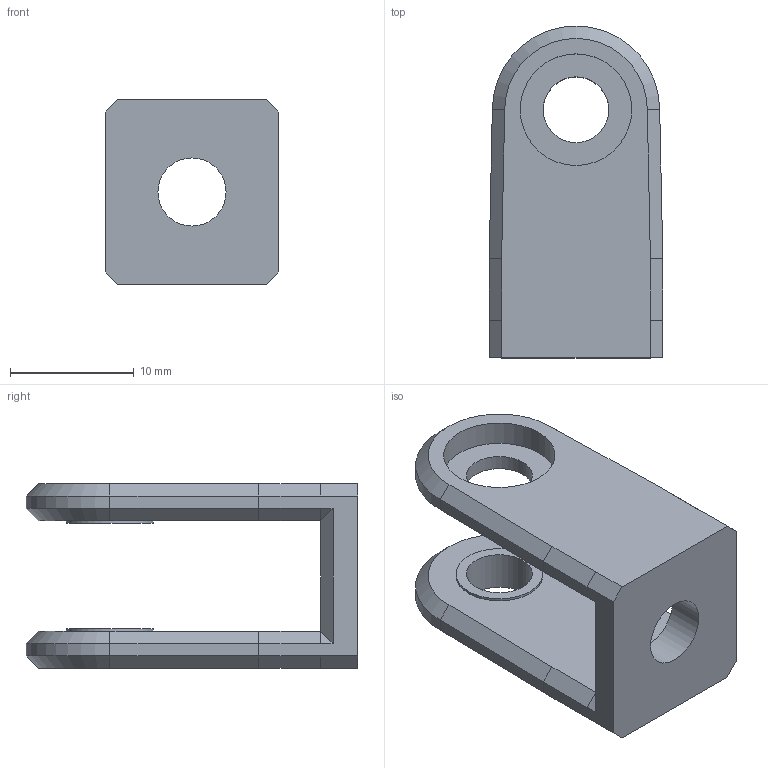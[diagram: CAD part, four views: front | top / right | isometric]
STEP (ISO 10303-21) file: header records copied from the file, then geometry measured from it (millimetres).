
FILE_DESCRIPTION(/* description */ (''),/* implementation_level */ '2;1');
FILE_NAME(/* name */ 'Hybrid idler mount.step',/* time_stamp */ '2024-10-08T19:34:52+03:00',/* author */ (''),/* organization */ (''),/* preprocessor_version */ 'ST-DEVELOPER v20',/* originating_system */ 'Autodesk Translation Framework v13.20.0.188',/* authorisation */ '');
FILE_SCHEMA (('AUTOMOTIVE_DESIGN { 1 0 10303 214 3 1 1 }'));
Length unit declared in the file: millimetre
Products named in the file (1): Hybrid idler mount left
Bounding box: 14 x 26.75 x 14.9 mm (x, y, z)
Volume: 2060.5 mm3; surface area: 1969 mm2
Topology: 1 solids, 1 shells, 57 faces, 133 edges, 81 vertices
Faces by surface type: plane 45, cylinder 8, cone 4
Full cylindrical faces by diameter (mm): 5.3 x2, 5.5 x1, 7 x2, 9 x1
Entity records: 1643 total; most frequent: CARTESIAN_POINT 293, ORIENTED_EDGE 266, DIRECTION 263, EDGE_CURVE 133, LINE 105, VECTOR 105, VERTEX_POINT 81, AXIS2_PLACEMENT_3D 79
